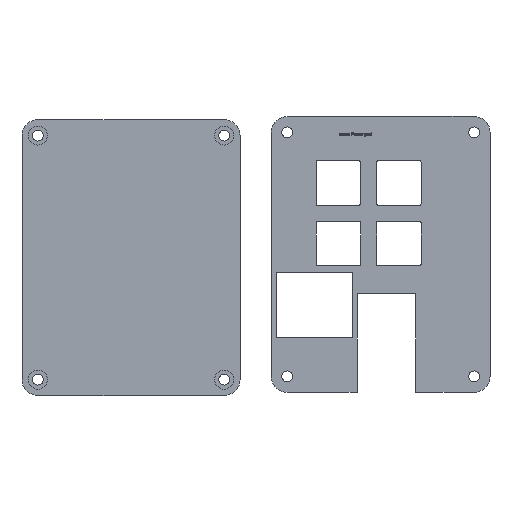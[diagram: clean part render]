
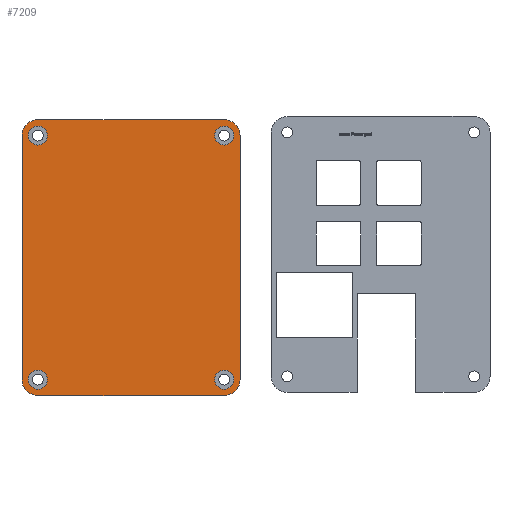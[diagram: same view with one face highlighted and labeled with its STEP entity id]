
A CAD part, front view. The second image highlights one B-rep face of the part: STEP entity #7209.
In plain terms, the highlighted planar face has unit normal (0, -1, 0).
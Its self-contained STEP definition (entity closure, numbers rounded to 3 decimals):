
#730=FACE_BOUND('',#1338,.T.);
#731=FACE_BOUND('',#1339,.T.);
#732=FACE_BOUND('',#1340,.T.);
#733=FACE_BOUND('',#1341,.T.);
#788=PLANE('',#7659);
#930=FACE_OUTER_BOUND('',#1337,.T.);
#1337=EDGE_LOOP('',(#5004,#5005,#5006,#5007,#5008,#5009,#5010,#5011));
#1338=EDGE_LOOP('',(#5012));
#1339=EDGE_LOOP('',(#5013));
#1340=EDGE_LOOP('',(#5014));
#1341=EDGE_LOOP('',(#5015));
#1778=LINE('',#8998,#2368);
#1787=LINE('',#9018,#2377);
#1789=LINE('',#9024,#2379);
#1807=LINE('',#9077,#2397);
#2368=VECTOR('',#7905,10.);
#2377=VECTOR('',#7924,10.);
#2379=VECTOR('',#7932,10.);
#2397=VECTOR('',#7992,10.);
#2945=CIRCLE('',#7620,5.);
#2953=CIRCLE('',#7631,5.);
#2954=CIRCLE('',#7633,5.);
#2955=CIRCLE('',#7636,5.);
#2957=CIRCLE('',#7646,3.);
#2959=CIRCLE('',#7649,3.);
#2961=CIRCLE('',#7652,3.);
#2963=CIRCLE('',#7655,3.);
#3018=VERTEX_POINT('',#8953);
#3019=VERTEX_POINT('',#8955);
#3038=VERTEX_POINT('',#8997);
#3039=VERTEX_POINT('',#9001);
#3040=VERTEX_POINT('',#9005);
#3041=VERTEX_POINT('',#9007);
#3044=VERTEX_POINT('',#9016);
#3045=VERTEX_POINT('',#9020);
#3053=VERTEX_POINT('',#9052);
#3055=VERTEX_POINT('',#9058);
#3057=VERTEX_POINT('',#9064);
#3059=VERTEX_POINT('',#9070);
#3770=EDGE_CURVE('',#3018,#3019,#2945,.T.);
#3791=EDGE_CURVE('',#3038,#3019,#1778,.T.);
#3793=EDGE_CURVE('',#3038,#3039,#2953,.T.);
#3796=EDGE_CURVE('',#3040,#3041,#2954,.T.);
#3802=EDGE_CURVE('',#3040,#3044,#1787,.T.);
#3804=EDGE_CURVE('',#3045,#3044,#2955,.T.);
#3805=EDGE_CURVE('',#3045,#3039,#1789,.T.);
#3820=EDGE_CURVE('',#3053,#3053,#2957,.T.);
#3823=EDGE_CURVE('',#3055,#3055,#2959,.T.);
#3826=EDGE_CURVE('',#3057,#3057,#2961,.T.);
#3829=EDGE_CURVE('',#3059,#3059,#2963,.T.);
#3831=EDGE_CURVE('',#3018,#3041,#1807,.T.);
#5004=ORIENTED_EDGE('',*,*,#3770,.F.);
#5005=ORIENTED_EDGE('',*,*,#3831,.T.);
#5006=ORIENTED_EDGE('',*,*,#3796,.F.);
#5007=ORIENTED_EDGE('',*,*,#3802,.T.);
#5008=ORIENTED_EDGE('',*,*,#3804,.F.);
#5009=ORIENTED_EDGE('',*,*,#3805,.T.);
#5010=ORIENTED_EDGE('',*,*,#3793,.F.);
#5011=ORIENTED_EDGE('',*,*,#3791,.T.);
#5012=ORIENTED_EDGE('',*,*,#3829,.F.);
#5013=ORIENTED_EDGE('',*,*,#3820,.F.);
#5014=ORIENTED_EDGE('',*,*,#3826,.F.);
#5015=ORIENTED_EDGE('',*,*,#3823,.F.);
#7209=ADVANCED_FACE('',(#930,#730,#731,#732,#733),#788,.F.);
#7620=AXIS2_PLACEMENT_3D('',#8956,#7872,#7873);
#7631=AXIS2_PLACEMENT_3D('',#9002,#7909,#7910);
#7633=AXIS2_PLACEMENT_3D('',#9008,#7915,#7916);
#7636=AXIS2_PLACEMENT_3D('',#9022,#7928,#7929);
#7646=AXIS2_PLACEMENT_3D('',#9054,#7962,#7963);
#7649=AXIS2_PLACEMENT_3D('',#9060,#7969,#7970);
#7652=AXIS2_PLACEMENT_3D('',#9066,#7976,#7977);
#7655=AXIS2_PLACEMENT_3D('',#9072,#7983,#7984);
#7659=AXIS2_PLACEMENT_3D('',#9078,#7993,#7994);
#7872=DIRECTION('center_axis',(0.,1.,0.));
#7873=DIRECTION('ref_axis',(-0.707,0.,0.707));
#7905=DIRECTION('',(-1.,0.,0.));
#7909=DIRECTION('center_axis',(0.,1.,0.));
#7910=DIRECTION('ref_axis',(0.707,0.,0.707));
#7915=DIRECTION('center_axis',(0.,1.,0.));
#7916=DIRECTION('ref_axis',(-0.707,0.,-0.707));
#7924=DIRECTION('',(1.,0.,0.));
#7928=DIRECTION('center_axis',(0.,1.,0.));
#7929=DIRECTION('ref_axis',(0.707,0.,-0.707));
#7932=DIRECTION('',(0.,0.,1.));
#7962=DIRECTION('center_axis',(0.,-1.,0.));
#7963=DIRECTION('ref_axis',(1.,0.,0.));
#7969=DIRECTION('center_axis',(0.,-1.,0.));
#7970=DIRECTION('ref_axis',(1.,0.,0.));
#7976=DIRECTION('center_axis',(0.,-1.,0.));
#7977=DIRECTION('ref_axis',(1.,0.,0.));
#7983=DIRECTION('center_axis',(0.,-1.,0.));
#7984=DIRECTION('ref_axis',(1.,0.,0.));
#7992=DIRECTION('',(0.,0.,-1.));
#7993=DIRECTION('center_axis',(0.,1.,0.));
#7994=DIRECTION('ref_axis',(1.,0.,0.));
#8953=CARTESIAN_POINT('',(-50.,0.,33.495));
#8955=CARTESIAN_POINT('',(-45.,0.,38.495));
#8956=CARTESIAN_POINT('Origin',(-45.,0.,33.495));
#8997=CARTESIAN_POINT('',(13.625,0.,38.495));
#8998=CARTESIAN_POINT('',(18.625,0.,38.495));
#9001=CARTESIAN_POINT('',(18.625,0.,33.495));
#9002=CARTESIAN_POINT('Origin',(13.625,0.,33.495));
#9005=CARTESIAN_POINT('',(-45.,0.,-48.289));
#9007=CARTESIAN_POINT('',(-50.,0.,-43.289));
#9008=CARTESIAN_POINT('Origin',(-45.,0.,-43.289));
#9016=CARTESIAN_POINT('',(13.625,0.,-48.289));
#9018=CARTESIAN_POINT('',(-50.,0.,-48.289));
#9020=CARTESIAN_POINT('',(18.625,0.,-43.289));
#9022=CARTESIAN_POINT('Origin',(13.625,0.,-43.289));
#9024=CARTESIAN_POINT('',(18.625,0.,-48.289));
#9052=CARTESIAN_POINT('',(-48.,0.,-43.289));
#9054=CARTESIAN_POINT('Origin',(-45.,0.,-43.289));
#9058=CARTESIAN_POINT('',(10.625,0.,-43.289));
#9060=CARTESIAN_POINT('Origin',(13.625,0.,-43.289));
#9064=CARTESIAN_POINT('',(10.625,0.,33.495));
#9066=CARTESIAN_POINT('Origin',(13.625,0.,33.495));
#9070=CARTESIAN_POINT('',(-48.,0.,33.495));
#9072=CARTESIAN_POINT('Origin',(-45.,0.,33.495));
#9077=CARTESIAN_POINT('',(-50.,0.,38.495));
#9078=CARTESIAN_POINT('Origin',(-15.688,0.,-4.897));
